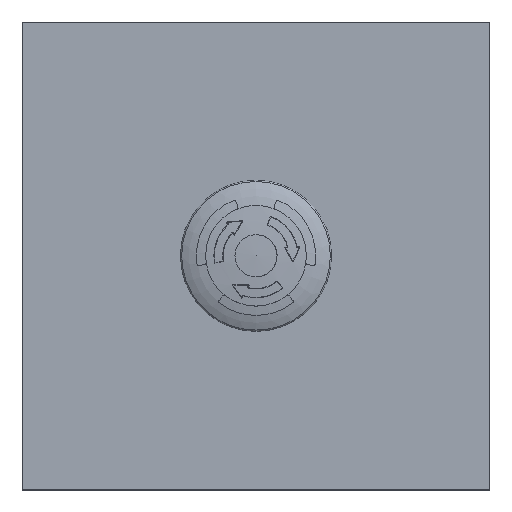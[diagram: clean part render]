
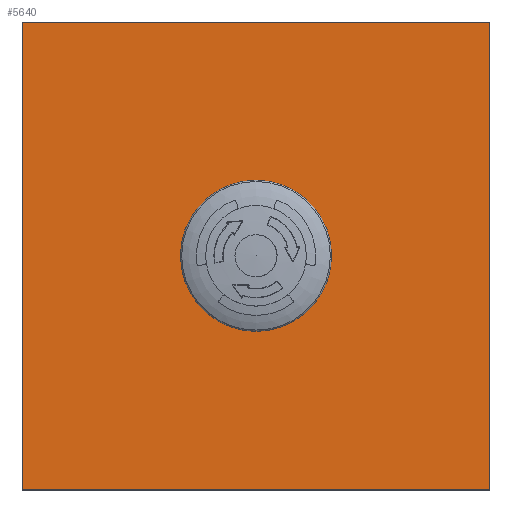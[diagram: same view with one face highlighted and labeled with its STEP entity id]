
A CAD part, top view. The second image highlights one B-rep face of the part: STEP entity #5640.
In plain terms, the highlighted planar face has unit normal (0, 0, 1).
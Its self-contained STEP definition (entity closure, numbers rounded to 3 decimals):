
#479=PLANE('',#6924);
#947=LINE('',#13559,#1132);
#951=LINE('',#13567,#1136);
#954=LINE('',#13573,#1139);
#956=LINE('',#13581,#1141);
#1132=VECTOR('',#8314,1000.);
#1136=VECTOR('',#8320,1000.);
#1139=VECTOR('',#8325,1000.);
#1141=VECTOR('',#8335,1000.);
#2730=ORIENTED_EDGE('',*,*,#3535,.T.);
#2731=ORIENTED_EDGE('',*,*,#3527,.T.);
#2732=ORIENTED_EDGE('',*,*,#3531,.T.);
#2733=ORIENTED_EDGE('',*,*,#3534,.T.);
#2734=ORIENTED_EDGE('',*,*,#3538,.T.);
#3527=EDGE_CURVE('',#4042,#4041,#947,.T.);
#3531=EDGE_CURVE('',#4041,#4044,#951,.T.);
#3534=EDGE_CURVE('',#4044,#4046,#954,.T.);
#3535=EDGE_CURVE('',#4047,#4047,#4357,.T.);
#3538=EDGE_CURVE('',#4046,#4042,#956,.T.);
#4041=VERTEX_POINT('',#13558);
#4042=VERTEX_POINT('',#13560);
#4044=VERTEX_POINT('',#13566);
#4046=VERTEX_POINT('',#13572);
#4047=VERTEX_POINT('',#13576);
#4357=CIRCLE('',#6921,11.);
#4780=EDGE_LOOP('',(#2730));
#4781=EDGE_LOOP('',(#2731,#2732,#2733,#2734));
#5205=FACE_BOUND('',#4780,.T.);
#5206=FACE_BOUND('',#4781,.T.);
#5640=ADVANCED_FACE('',(#5205,#5206),#479,.T.);
#6921=AXIS2_PLACEMENT_3D('',#13575,#8328,#8329);
#6924=AXIS2_PLACEMENT_3D('',#13582,#8336,#8337);
#8314=DIRECTION('',(0.,-1.,0.));
#8320=DIRECTION('',(1.,0.,0.));
#8325=DIRECTION('',(0.,1.,0.));
#8328=DIRECTION('',(0.,0.,-1.));
#8329=DIRECTION('',(1.,0.,0.));
#8335=DIRECTION('',(-1.,0.,0.));
#8336=DIRECTION('',(0.,0.,1.));
#8337=DIRECTION('',(1.,0.,0.));
#13558=CARTESIAN_POINT('',(-50.,-50.,-0.001));
#13559=CARTESIAN_POINT('',(-50.,50.,-0.001));
#13560=CARTESIAN_POINT('',(-50.,50.,-0.001));
#13566=CARTESIAN_POINT('',(50.,-50.,-0.001));
#13567=CARTESIAN_POINT('',(-50.,-50.,-0.001));
#13572=CARTESIAN_POINT('',(50.,50.,-0.001));
#13573=CARTESIAN_POINT('',(50.,-50.,-0.001));
#13575=CARTESIAN_POINT('',(0.,0.,-0.001));
#13576=CARTESIAN_POINT('',(11.,0.,-0.001));
#13581=CARTESIAN_POINT('',(50.,50.,-0.001));
#13582=CARTESIAN_POINT('',(0.,0.,-0.001));
